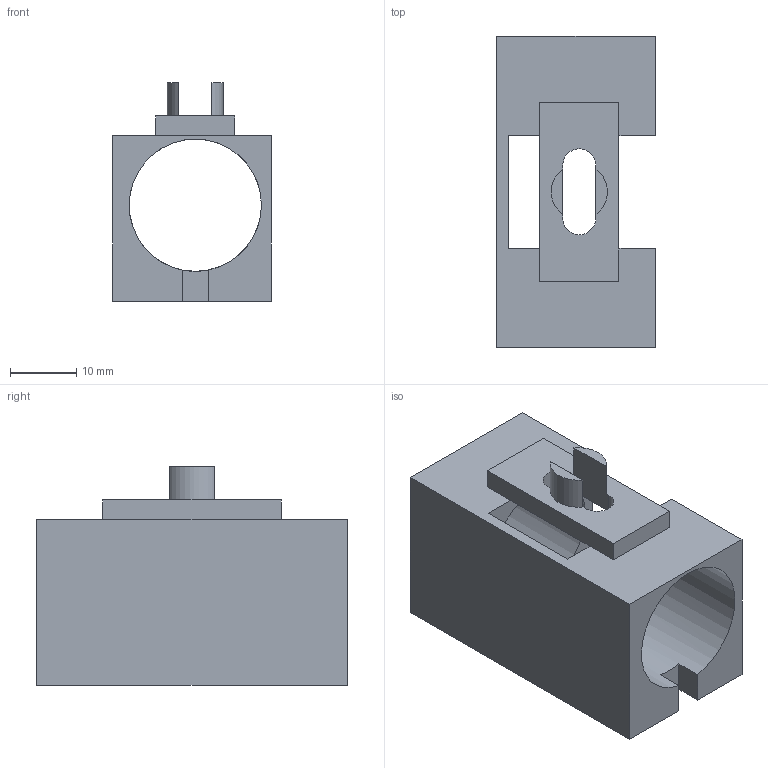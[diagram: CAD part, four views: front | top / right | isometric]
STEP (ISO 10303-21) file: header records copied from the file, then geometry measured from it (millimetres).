
FILE_DESCRIPTION(/* description */ (''),/* implementation_level */ '2;1');
FILE_NAME(/* name */ 'ENG_CRNK_mount-v2 v1.step',/* time_stamp */ '2021-07-17T17:26:42+10:00',/* author */ (''),/* organization */ (''),/* preprocessor_version */ 'ST-DEVELOPER v18.1',/* originating_system */ 'Autodesk Translation Framework v10.9.0.1377',/* authorisation */ '');
FILE_SCHEMA (('AUTOMOTIVE_DESIGN { 1 0 10303 214 3 1 1 }'));
Length unit declared in the file: millimetre
Products named in the file (1): ENG_CRNK_mount-v2
Bounding box: 24 x 47 x 33 mm (x, y, z)
Volume: 10050.1 mm3; surface area: 7568 mm2
Topology: 1 solids, 1 shells, 32 faces, 98 edges, 64 vertices
Faces by surface type: plane 26, cylinder 6
Full cylindrical faces by diameter (mm): 20 x2
Entity records: 1135 total; most frequent: ORIENTED_EDGE 196, CARTESIAN_POINT 195, DIRECTION 180, EDGE_CURVE 98, LINE 82, VECTOR 82, VERTEX_POINT 64, AXIS2_PLACEMENT_3D 49
